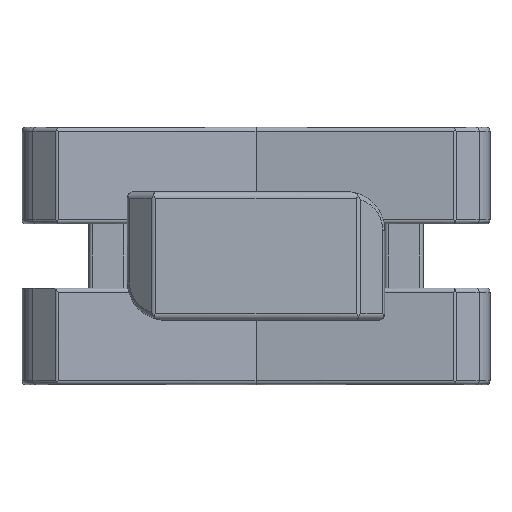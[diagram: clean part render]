
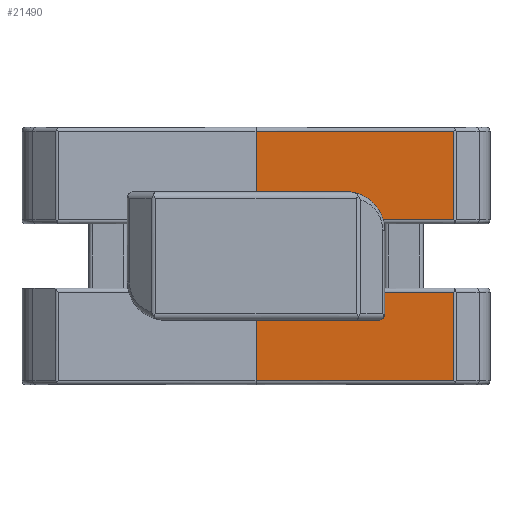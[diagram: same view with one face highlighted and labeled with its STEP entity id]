
A CAD part, front view. The second image highlights one B-rep face of the part: STEP entity #21490.
In plain terms, the highlighted planar face has unit normal (-0.087, -0.996, 0).
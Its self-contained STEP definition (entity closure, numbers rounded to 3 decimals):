
#290=CARTESIAN_POINT('',(-2.5,0.919,13.5));
#300=VERTEX_POINT('',#290);
#330=CARTESIAN_POINT('',(-2.5,0.919,0.));
#340=DIRECTION('',(0.,0.,1.));
#350=VECTOR('',#340,1.);
#360=LINE('',#330,#350);
#370=CARTESIAN_POINT('',(-2.5,0.919,9.));
#380=VERTEX_POINT('',#370);
#390=EDGE_CURVE('',#380,#300,#360,.T.);
#4570=CARTESIAN_POINT('',(-7.5,1.356,18.5));
#4580=VERTEX_POINT('',#4570);
#4610=CARTESIAN_POINT('',(-7.5,1.356,13.5));
#4620=DIRECTION('',(0.087,0.996,0.));
#4630=DIRECTION('',(-0.996,0.087,0.));
#4640=AXIS2_PLACEMENT_3D('',#4610,#4620,#4630);
#4650=ELLIPSE('',#4640,5.019,5.);
#4660=EDGE_CURVE('',#4580,#300,#4650,.T.);
#7660=CARTESIAN_POINT('',(-3.,0.962,9.));
#7670=DIRECTION('',(0.087,0.996,0.));
#7680=DIRECTION('',(-0.996,0.087,0.));
#7690=AXIS2_PLACEMENT_3D('',#7660,#7670,#7680);
#7700=ELLIPSE('',#7690,0.502,0.5);
#7710=CARTESIAN_POINT('',(-3.,0.962,8.5));
#7720=VERTEX_POINT('',#7710);
#7730=EDGE_CURVE('',#380,#7720,#7700,.T.);
#10310=CARTESIAN_POINT('',(0.,0.7,8.5));
#10320=DIRECTION('',(0.996,-0.087,0.));
#10330=VECTOR('',#10320,1.);
#10340=LINE('',#10310,#10330);
#10350=CARTESIAN_POINT('',(-7.5,1.356,8.5));
#10360=VERTEX_POINT('',#10350);
#10370=EDGE_CURVE('',#10360,#7720,#10340,.T.);
#20720=CARTESIAN_POINT('',(-7.5,1.356,8.5));
#20730=DIRECTION('',(0.087,0.996,-0.));
#20740=DIRECTION('',(-0.996,0.087,0.));
#20750=AXIS2_PLACEMENT_3D('',#20720,#20730,#20740);
#20760=PLANE('',#20750);
#20770=CARTESIAN_POINT('',(7.872,0.011,0.));
#20780=DIRECTION('',(0.,0.,1.));
#20790=VECTOR('',#20780,1.);
#20800=LINE('',#20770,#20790);
#20810=CARTESIAN_POINT('',(7.872,0.011,3.8));
#20820=VERTEX_POINT('',#20810);
#20830=CARTESIAN_POINT('',(7.872,0.011,10.7));
#20840=VERTEX_POINT('',#20830);
#20850=EDGE_CURVE('',#20820,#20840,#20800,.T.);
#20860=ORIENTED_EDGE('',*,*,#20850,.T.);
#20870=CARTESIAN_POINT('',(-0.026,0.702,3.8));
#20880=DIRECTION('',(-0.996,0.087,0.));
#20890=VECTOR('',#20880,1.);
#20900=LINE('',#20870,#20890);
#20910=CARTESIAN_POINT('',(-7.5,1.356,3.8));
#20920=VERTEX_POINT('',#20910);
#20930=EDGE_CURVE('',#20820,#20920,#20900,.T.);
#20940=ORIENTED_EDGE('',*,*,#20930,.F.);
#20950=CARTESIAN_POINT('',(-7.5,1.356,0.));
#20960=DIRECTION('',(0.,0.,1.));
#20970=VECTOR('',#20960,1.);
#20980=LINE('',#20950,#20970);
#20990=EDGE_CURVE('',#20920,#10360,#20980,.T.);
#21000=ORIENTED_EDGE('',*,*,#20990,.F.);
#21010=ORIENTED_EDGE('',*,*,#10370,.F.);
#21020=ORIENTED_EDGE('',*,*,#7730,.T.);
#21030=ORIENTED_EDGE('',*,*,#390,.F.);
#21040=ORIENTED_EDGE('',*,*,#4660,.T.);
#21050=CARTESIAN_POINT('',(-7.5,1.356,23.2));
#21060=VERTEX_POINT('',#21050);
#21070=EDGE_CURVE('',#4580,#21060,#20980,.T.);
#21080=ORIENTED_EDGE('',*,*,#21070,.F.);
#21090=CARTESIAN_POINT('',(-0.026,0.702,23.2));
#21100=DIRECTION('',(-0.996,0.087,0.));
#21110=VECTOR('',#21100,1.);
#21120=LINE('',#21090,#21110);
#21130=CARTESIAN_POINT('',(7.872,0.011,23.2));
#21140=VERTEX_POINT('',#21130);
#21150=EDGE_CURVE('',#21140,#21060,#21120,.T.);
#21160=ORIENTED_EDGE('',*,*,#21150,.T.);
#21170=CARTESIAN_POINT('',(7.872,0.011,0.));
#21180=DIRECTION('',(0.,0.,1.));
#21190=VECTOR('',#21180,1.);
#21200=LINE('',#21170,#21190);
#21210=CARTESIAN_POINT('',(7.872,0.011,16.3));
#21220=VERTEX_POINT('',#21210);
#21230=EDGE_CURVE('',#21220,#21140,#21200,.T.);
#21240=ORIENTED_EDGE('',*,*,#21230,.T.);
#21250=CARTESIAN_POINT('',(-0.026,0.702,16.3));
#21260=DIRECTION('',(-0.996,0.087,0.));
#21270=VECTOR('',#21260,1.);
#21280=LINE('',#21250,#21270);
#21290=CARTESIAN_POINT('',(2.174,0.51,16.3));
#21300=VERTEX_POINT('',#21290);
#21310=EDGE_CURVE('',#21220,#21300,#21280,.T.);
#21320=ORIENTED_EDGE('',*,*,#21310,.F.);
#21330=CARTESIAN_POINT('',(2.174,0.51,0.));
#21340=DIRECTION('',(0.,0.,-1.));
#21350=VECTOR('',#21340,1.);
#21360=LINE('',#21330,#21350);
#21370=CARTESIAN_POINT('',(2.174,0.51,10.7));
#21380=VERTEX_POINT('',#21370);
#21390=EDGE_CURVE('',#21300,#21380,#21360,.T.);
#21400=ORIENTED_EDGE('',*,*,#21390,.F.);
#21410=CARTESIAN_POINT('',(-0.026,0.702,10.7));
#21420=DIRECTION('',(-0.996,0.087,0.));
#21430=VECTOR('',#21420,1.);
#21440=LINE('',#21410,#21430);
#21450=EDGE_CURVE('',#20840,#21380,#21440,.T.);
#21460=ORIENTED_EDGE('',*,*,#21450,.T.);
#21470=EDGE_LOOP('',(#21460,#21400,#21320,#21240,#21160,#21080,#21040,
#21030,#21020,#21010,#21000,#20940,#20860));
#21480=FACE_OUTER_BOUND('',#21470,.T.);
#21490=ADVANCED_FACE('',(#21480),#20760,.F.);
